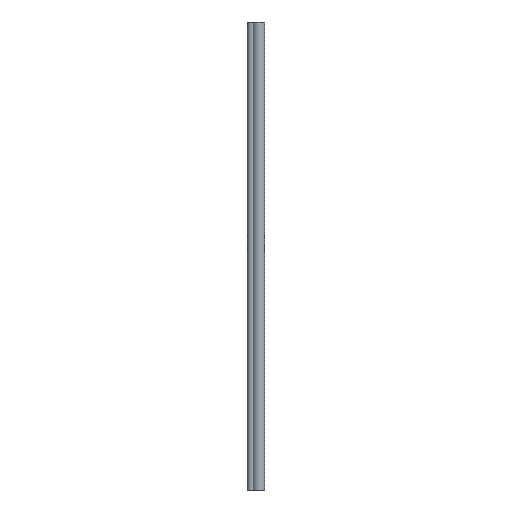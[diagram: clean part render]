
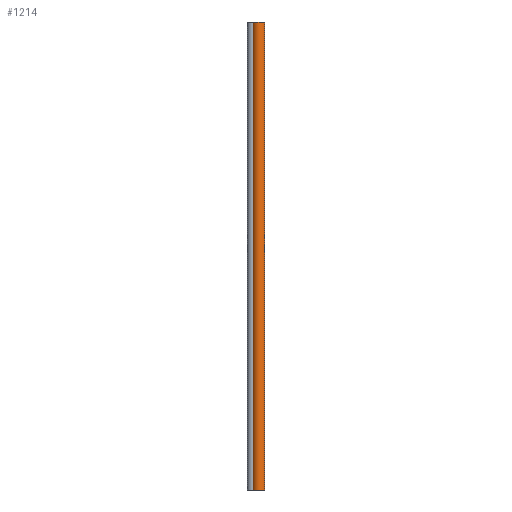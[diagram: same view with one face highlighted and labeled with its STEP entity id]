
A CAD part, left-side view. The second image highlights one B-rep face of the part: STEP entity #1214.
In plain terms, the highlighted cylindrical face has radius 3.5 mm (diameter 7 mm), a partial arc.
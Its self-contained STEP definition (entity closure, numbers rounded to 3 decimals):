
#702 = DIRECTION ( 'NONE',  ( 0., 0., 1. ) ) ;
#939 = ORIENTED_EDGE ( 'NONE', *, *, #12018, .T. ) ;
#1214 = ADVANCED_FACE ( 'NONE', ( #10750 ), #5638, .T. ) ;
#1239 = EDGE_LOOP ( 'NONE', ( #5224, #939, #11227, #5450 ) ) ;
#2512 = DIRECTION ( 'NONE',  ( 1., 0., 0. ) ) ;
#3008 = EDGE_CURVE ( 'NONE', #11456, #3760, #9905, .T. ) ;
#3546 = AXIS2_PLACEMENT_3D ( 'NONE', #3728, #10811, #2512 ) ;
#3573 = CARTESIAN_POINT ( 'NONE',  ( 0.025, -15.15, 245. ) ) ;
#3728 = CARTESIAN_POINT ( 'NONE',  ( 1.65, -12.05, 0. ) ) ;
#3760 = VERTEX_POINT ( 'NONE', #7536 ) ;
#3988 = DIRECTION ( 'NONE',  ( 0., 0., 1. ) ) ;
#4900 = VERTEX_POINT ( 'NONE', #11219 ) ;
#4990 = DIRECTION ( 'NONE',  ( 0., 0., 1. ) ) ;
#5224 = ORIENTED_EDGE ( 'NONE', *, *, #10514, .F. ) ;
#5450 = ORIENTED_EDGE ( 'NONE', *, *, #3008, .F. ) ;
#5638 = CYLINDRICAL_SURFACE ( 'NONE', #12596, 3.5 ) ;
#6081 = DIRECTION ( 'NONE',  ( 1., 0., 0. ) ) ;
#6245 = CARTESIAN_POINT ( 'NONE',  ( -0.402, -9.215, 0. ) ) ;
#6592 = LINE ( 'NONE', #7982, #7206 ) ;
#7206 = VECTOR ( 'NONE', #4990, 1000. ) ;
#7262 = DIRECTION ( 'NONE',  ( 0., 0., 1. ) ) ;
#7536 = CARTESIAN_POINT ( 'NONE',  ( -0.402, -9.215, 245. ) ) ;
#7666 = AXIS2_PLACEMENT_3D ( 'NONE', #12176, #3988, #6081 ) ;
#7879 = VERTEX_POINT ( 'NONE', #3573 ) ;
#7982 = CARTESIAN_POINT ( 'NONE',  ( 0.025, -15.15, 0. ) ) ;
#8302 = VECTOR ( 'NONE', #7262, 1000. ) ;
#9568 = CIRCLE ( 'NONE', #7666, 3.5 ) ;
#9905 = LINE ( 'NONE', #6245, #8302 ) ;
#9909 = DIRECTION ( 'NONE',  ( 1., 0., 0. ) ) ;
#10514 = EDGE_CURVE ( 'NONE', #4900, #11456, #13112, .T. ) ;
#10750 = FACE_OUTER_BOUND ( 'NONE', #1239, .T. ) ;
#10811 = DIRECTION ( 'NONE',  ( 0., 0., -1. ) ) ;
#11219 = CARTESIAN_POINT ( 'NONE',  ( 0.025, -15.15, 0. ) ) ;
#11227 = ORIENTED_EDGE ( 'NONE', *, *, #12935, .F. ) ;
#11254 = CARTESIAN_POINT ( 'NONE',  ( -0.402, -9.215, 0. ) ) ;
#11456 = VERTEX_POINT ( 'NONE', #11254 ) ;
#12006 = CARTESIAN_POINT ( 'NONE',  ( 1.65, -12.05, 0. ) ) ;
#12018 = EDGE_CURVE ( 'NONE', #4900, #7879, #6592, .T. ) ;
#12176 = CARTESIAN_POINT ( 'NONE',  ( 1.65, -12.05, 245. ) ) ;
#12596 = AXIS2_PLACEMENT_3D ( 'NONE', #12006, #702, #9909 ) ;
#12935 = EDGE_CURVE ( 'NONE', #3760, #7879, #9568, .T. ) ;
#13112 = CIRCLE ( 'NONE', #3546, 3.5 ) ;
